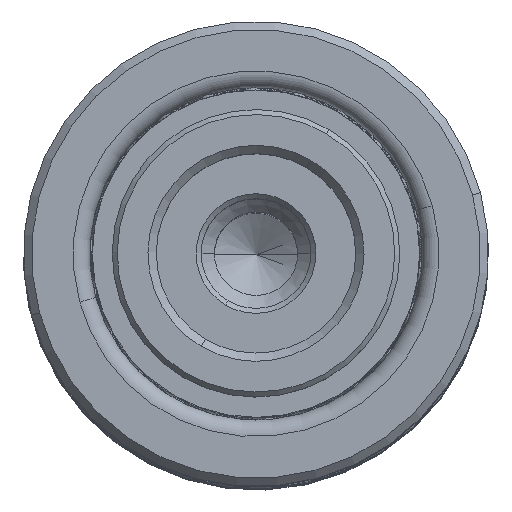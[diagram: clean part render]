
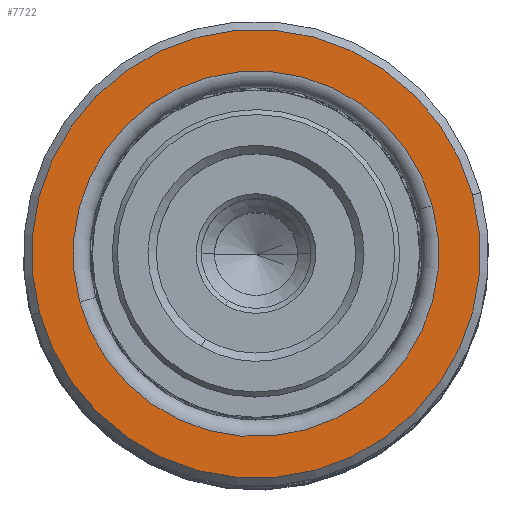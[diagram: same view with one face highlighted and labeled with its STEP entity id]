
A CAD part, top view. The second image highlights one B-rep face of the part: STEP entity #7722.
In plain terms, the highlighted face is planar.
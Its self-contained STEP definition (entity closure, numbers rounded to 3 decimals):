
#1578 = ORIENTED_EDGE ( 'NONE', *, *, #24148, .T. ) ;
#2287 = DIRECTION ( 'NONE',  ( 1., 0., 0. ) ) ;
#2502 = CARTESIAN_POINT ( 'NONE',  ( -13.5, 0., 0. ) ) ;
#3510 = CARTESIAN_POINT ( 'NONE',  ( 0., 0., 0. ) ) ;
#4497 = CARTESIAN_POINT ( 'NONE',  ( 13.5, 0., 0. ) ) ;
#5516 = EDGE_CURVE ( 'NONE', #9613, #17022, #6031, .T. ) ;
#5787 = CARTESIAN_POINT ( 'NONE',  ( 0., 0., 0. ) ) ;
#5857 = AXIS2_PLACEMENT_3D ( 'NONE', #9128, #27247, #11746 ) ;
#6031 = CIRCLE ( 'NONE', #22410, 11. ) ;
#6141 = DIRECTION ( 'NONE',  ( 1., 0., 0. ) ) ;
#7722 = ADVANCED_FACE ( 'NONE', ( #12438, #19347 ), #28133, .F. ) ;
#8398 = DIRECTION ( 'NONE',  ( 1., 0., 0. ) ) ;
#8733 = CIRCLE ( 'NONE', #10410, 13.5 ) ;
#9128 = CARTESIAN_POINT ( 'NONE',  ( 0., 0., 0. ) ) ;
#9409 = AXIS2_PLACEMENT_3D ( 'NONE', #33341, #17863, #2287 ) ;
#9613 = VERTEX_POINT ( 'NONE', #23892 ) ;
#9675 = CIRCLE ( 'NONE', #31206, 11. ) ;
#10410 = AXIS2_PLACEMENT_3D ( 'NONE', #26646, #11141, #29244 ) ;
#11141 = DIRECTION ( 'NONE',  ( 0., 0., -1. ) ) ;
#11746 = DIRECTION ( 'NONE',  ( 1., 0., 0. ) ) ;
#12438 = FACE_BOUND ( 'NONE', #16206, .T. ) ;
#15109 = EDGE_CURVE ( 'NONE', #17307, #29679, #8733, .T. ) ;
#15977 = EDGE_LOOP ( 'NONE', ( #25609, #1578 ) ) ;
#16206 = EDGE_LOOP ( 'NONE', ( #31045, #24299 ) ) ;
#17022 = VERTEX_POINT ( 'NONE', #33278 ) ;
#17307 = VERTEX_POINT ( 'NONE', #4497 ) ;
#17863 = DIRECTION ( 'NONE',  ( 0., 0., 1. ) ) ;
#18627 = CIRCLE ( 'NONE', #5857, 13.5 ) ;
#19347 = FACE_OUTER_BOUND ( 'NONE', #15977, .T. ) ;
#21652 = DIRECTION ( 'NONE',  ( 0., 0., 1. ) ) ;
#22410 = AXIS2_PLACEMENT_3D ( 'NONE', #3510, #21652, #6141 ) ;
#23892 = CARTESIAN_POINT ( 'NONE',  ( 11., 0., 0. ) ) ;
#23917 = DIRECTION ( 'NONE',  ( 0., 0., 1. ) ) ;
#24148 = EDGE_CURVE ( 'NONE', #29679, #17307, #18627, .T. ) ;
#24299 = ORIENTED_EDGE ( 'NONE', *, *, #31366, .T. ) ;
#25609 = ORIENTED_EDGE ( 'NONE', *, *, #15109, .T. ) ;
#26646 = CARTESIAN_POINT ( 'NONE',  ( 0., 0., 0. ) ) ;
#27247 = DIRECTION ( 'NONE',  ( 0., 0., -1. ) ) ;
#28133 = PLANE ( 'NONE',  #9409 ) ;
#29244 = DIRECTION ( 'NONE',  ( 1., 0., 0. ) ) ;
#29679 = VERTEX_POINT ( 'NONE', #2502 ) ;
#31045 = ORIENTED_EDGE ( 'NONE', *, *, #5516, .T. ) ;
#31206 = AXIS2_PLACEMENT_3D ( 'NONE', #5787, #23917, #8398 ) ;
#31366 = EDGE_CURVE ( 'NONE', #17022, #9613, #9675, .T. ) ;
#33278 = CARTESIAN_POINT ( 'NONE',  ( -11., 0., 0. ) ) ;
#33341 = CARTESIAN_POINT ( 'NONE',  ( 0., 0., 0. ) ) ;
